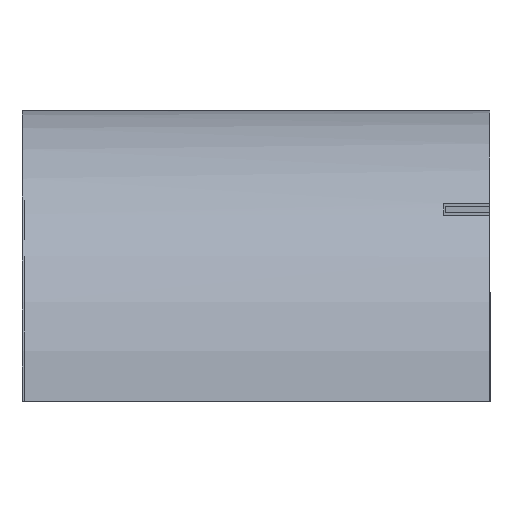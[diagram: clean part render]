
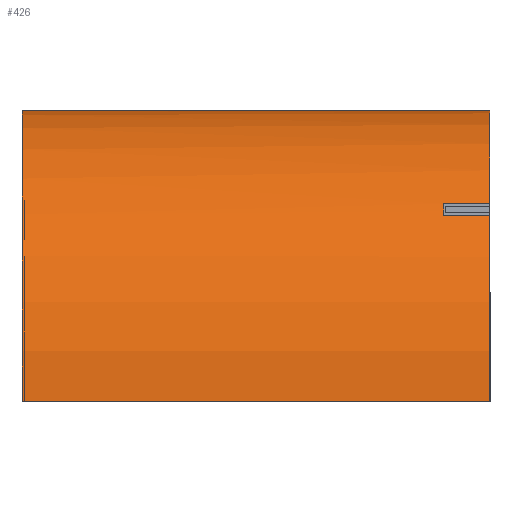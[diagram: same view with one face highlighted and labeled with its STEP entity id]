
A CAD part, left-side view. The second image highlights one B-rep face of the part: STEP entity #426.
In plain terms, the highlighted cylindrical face has radius 126 mm (diameter 252 mm), a partial arc.
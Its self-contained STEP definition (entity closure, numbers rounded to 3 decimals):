
#6 = DIRECTION ( 'NONE',  ( 0., -1., 0. ) ) ;
#15 = ORIENTED_EDGE ( 'NONE', *, *, #172, .T. ) ;
#17 = CARTESIAN_POINT ( 'NONE',  ( -92.263, 20., 85.811 ) ) ;
#25 = VECTOR ( 'NONE', #259, 1000. ) ;
#26 = AXIS2_PLACEMENT_3D ( 'NONE', #508, #261, #203 ) ;
#33 = CARTESIAN_POINT ( 'NONE',  ( 0., 0., 0. ) ) ;
#47 = EDGE_CURVE ( 'NONE', #192, #582, #271, .T. ) ;
#49 = CARTESIAN_POINT ( 'NONE',  ( 125.999, 202., 0.5 ) ) ;
#55 = CARTESIAN_POINT ( 'NONE',  ( -96.673, 20., 80.811 ) ) ;
#57 = VERTEX_POINT ( 'NONE', #437 ) ;
#69 = DIRECTION ( 'NONE',  ( 0., 1., 0. ) ) ;
#76 = AXIS2_PLACEMENT_3D ( 'NONE', #537, #69, #343 ) ;
#78 = EDGE_LOOP ( 'NONE', ( #415, #104, #462, #484, #283, #338, #277, #15 ) ) ;
#80 = VERTEX_POINT ( 'NONE', #17 ) ;
#90 = DIRECTION ( 'NONE',  ( 0., 1., 0. ) ) ;
#100 = CARTESIAN_POINT ( 'NONE',  ( 125.999, 202., 0.5 ) ) ;
#101 = AXIS2_PLACEMENT_3D ( 'NONE', #33, #270, #229 ) ;
#104 = ORIENTED_EDGE ( 'NONE', *, *, #47, .F. ) ;
#116 = VECTOR ( 'NONE', #90, 1000. ) ;
#118 = DIRECTION ( 'NONE',  ( 0., 1., 0. ) ) ;
#135 = EDGE_CURVE ( 'NONE', #80, #57, #354, .T. ) ;
#146 = DIRECTION ( 'NONE',  ( 0., 0., -1. ) ) ;
#160 = CARTESIAN_POINT ( 'NONE',  ( -92.263, 202., 85.811 ) ) ;
#164 = VECTOR ( 'NONE', #118, 1000. ) ;
#172 = EDGE_CURVE ( 'NONE', #57, #529, #263, .T. ) ;
#175 = LINE ( 'NONE', #616, #116 ) ;
#183 = AXIS2_PLACEMENT_3D ( 'NONE', #276, #463, #473 ) ;
#192 = VERTEX_POINT ( 'NONE', #500 ) ;
#193 = EDGE_CURVE ( 'NONE', #248, #192, #251, .T. ) ;
#203 = DIRECTION ( 'NONE',  ( 0., 0., 1. ) ) ;
#215 = CIRCLE ( 'NONE', #101, 126. ) ;
#216 = AXIS2_PLACEMENT_3D ( 'NONE', #300, #232, #146 ) ;
#229 = DIRECTION ( 'NONE',  ( 0., 0., 1. ) ) ;
#232 = DIRECTION ( 'NONE',  ( 0., -1., 0. ) ) ;
#248 = VERTEX_POINT ( 'NONE', #443 ) ;
#251 = LINE ( 'NONE', #392, #164 ) ;
#259 = DIRECTION ( 'NONE',  ( 0., -1., 0. ) ) ;
#261 = DIRECTION ( 'NONE',  ( 0., 1., 0. ) ) ;
#263 = CIRCLE ( 'NONE', #26, 126. ) ;
#270 = DIRECTION ( 'NONE',  ( 0., 1., 0. ) ) ;
#271 = CIRCLE ( 'NONE', #76, 126. ) ;
#276 = CARTESIAN_POINT ( 'NONE',  ( 0., 20., 0. ) ) ;
#277 = ORIENTED_EDGE ( 'NONE', *, *, #135, .T. ) ;
#283 = ORIENTED_EDGE ( 'NONE', *, *, #375, .T. ) ;
#286 = LINE ( 'NONE', #100, #378 ) ;
#300 = CARTESIAN_POINT ( 'NONE',  ( 0., 202., 0. ) ) ;
#306 = EDGE_CURVE ( 'NONE', #248, #409, #215, .T. ) ;
#310 = EDGE_CURVE ( 'NONE', #80, #608, #460, .T. ) ;
#338 = ORIENTED_EDGE ( 'NONE', *, *, #310, .F. ) ;
#343 = DIRECTION ( 'NONE',  ( 0., 0., 1. ) ) ;
#354 = LINE ( 'NONE', #160, #25 ) ;
#375 = EDGE_CURVE ( 'NONE', #409, #608, #175, .T. ) ;
#378 = VECTOR ( 'NONE', #6, 1000. ) ;
#392 = CARTESIAN_POINT ( 'NONE',  ( -125.999, 202., 0.5 ) ) ;
#394 = CARTESIAN_POINT ( 'NONE',  ( 125.999, 0., 0.5 ) ) ;
#409 = VERTEX_POINT ( 'NONE', #516 ) ;
#415 = ORIENTED_EDGE ( 'NONE', *, *, #578, .F. ) ;
#426 = ADVANCED_FACE ( 'NONE', ( #546 ), #526, .T. ) ;
#437 = CARTESIAN_POINT ( 'NONE',  ( -92.263, 0., 85.811 ) ) ;
#443 = CARTESIAN_POINT ( 'NONE',  ( -125.999, 0., 0.5 ) ) ;
#460 = CIRCLE ( 'NONE', #183, 126. ) ;
#462 = ORIENTED_EDGE ( 'NONE', *, *, #193, .F. ) ;
#463 = DIRECTION ( 'NONE',  ( 0., -1., 0. ) ) ;
#473 = DIRECTION ( 'NONE',  ( 0., 0., -1. ) ) ;
#484 = ORIENTED_EDGE ( 'NONE', *, *, #306, .T. ) ;
#500 = CARTESIAN_POINT ( 'NONE',  ( -125.999, 202., 0.5 ) ) ;
#508 = CARTESIAN_POINT ( 'NONE',  ( 0., 0., 0. ) ) ;
#516 = CARTESIAN_POINT ( 'NONE',  ( -96.673, 0., 80.811 ) ) ;
#526 = CYLINDRICAL_SURFACE ( 'NONE', #216, 126. ) ;
#529 = VERTEX_POINT ( 'NONE', #394 ) ;
#537 = CARTESIAN_POINT ( 'NONE',  ( 0., 202., 0. ) ) ;
#546 = FACE_OUTER_BOUND ( 'NONE', #78, .T. ) ;
#578 = EDGE_CURVE ( 'NONE', #582, #529, #286, .T. ) ;
#582 = VERTEX_POINT ( 'NONE', #49 ) ;
#608 = VERTEX_POINT ( 'NONE', #55 ) ;
#616 = CARTESIAN_POINT ( 'NONE',  ( -96.673, 202., 80.811 ) ) ;
